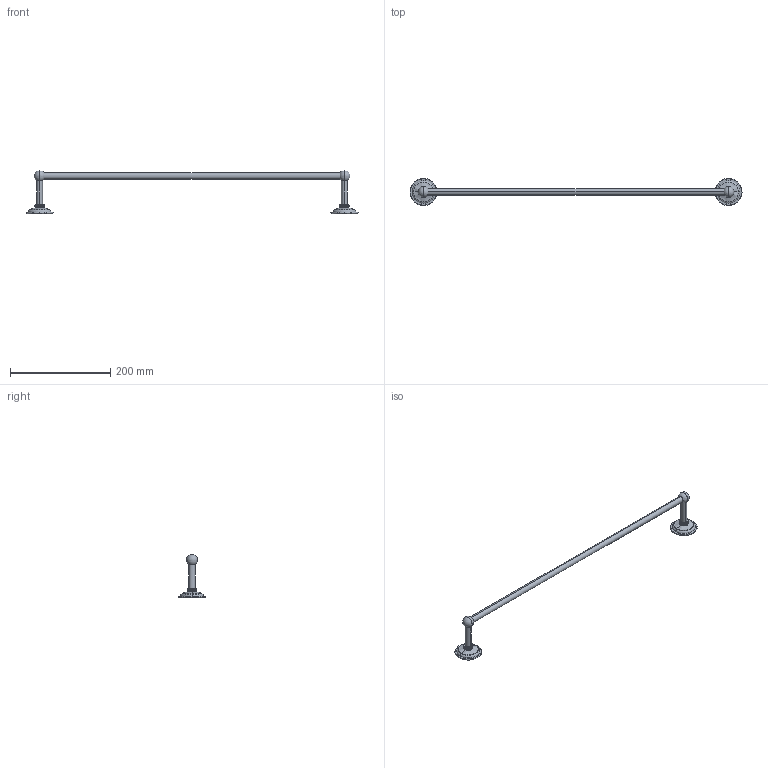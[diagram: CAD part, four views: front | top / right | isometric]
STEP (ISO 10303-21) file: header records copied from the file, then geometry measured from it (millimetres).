
FILE_DESCRIPTION((''),'2;1');
FILE_NAME('2603','2021-12-17T14:58:30',('jinson.thomas'),(''),'CREO PARAMETRIC BY PTC INC, 2018400','CREO PARAMETRIC BY PTC INC, 2018400','');
FILE_SCHEMA(('CONFIG_CONTROL_DESIGN'));
Length unit declared in the file: inch
Products named in the file (1): 2603
Bounding box: 663.23 x 54 x 86 mm (x, y, z)
Volume: 132439.9 mm3; surface area: 41542.1 mm2
Topology: 1 solids, 1 shells, 522 faces, 882 edges, 366 vertices
Faces by surface type: plane 328, bspline 164, cylinder 18, torus 8, sphere 4
Entity records: 15538 total; most frequent: CARTESIAN_POINT 7102, ORIENTED_EDGE 1756, DIRECTION 1654, EDGE_CURVE 878, AXIS2_PLACEMENT_3D 738, EDGE_LOOP 530, FACE_OUTER_BOUND 522, ADVANCED_FACE 522
